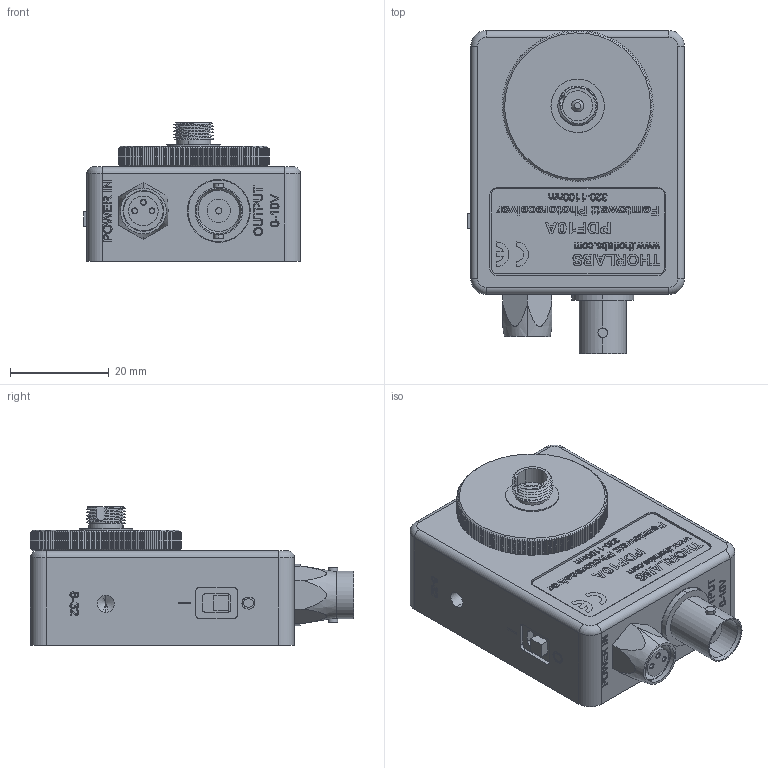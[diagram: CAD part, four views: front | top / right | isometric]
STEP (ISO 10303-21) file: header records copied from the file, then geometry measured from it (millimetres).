
FILE_DESCRIPTION (( 'STEP AP203' ), '1' );
FILE_NAME ('16068-E01.STEP', '2008-10-16T06:57:07', ( 'Mackowiak' ), ( 'Thorlabs GmbH' ), 'SwSTEP 2.0', 'SolidWorks 2008', '' );
FILE_SCHEMA (( 'CONFIG_CONTROL_DESIGN' ));
Length unit declared in the file: millimetre
Products named in the file (10): Schalter-01_Off; S2386-18K-Hamamatsu_Standard; M0092-0430-0A-Deckel; 16068-E01; M0092-0429-0C-(8-32)-Gehäuse_Etching; M0094-220-000-Leiterplatte; BNCBuchse-01; RKMF-01-3polig; S120-FC_Standard; PDF10A-Schild-01_Metric
Assembly tree (9 placements, depth 2):
  16068-E01
    PDF10A-Schild-01_Metric
    Schalter-01_Off
    M0094-220-000-Leiterplatte
    M0092-0430-0A-Deckel
    S120-FC_Standard
    M0092-0429-0C-(8-32)-Gehäuse_Etching
    RKMF-01-3polig
    BNCBuchse-01
    S2386-18K-Hamamatsu_Standard
Bounding box: 43.84 x 65.3 x 27.95 mm (x, y, z)
Volume: 21008.7 mm3; surface area: 26267.5 mm2
Topology: 8 solids, 13 shells, 2376 faces, 6481 edges, 4288 vertices
Faces by surface type: plane 1275, bspline 588, cylinder 440, cone 63, torus 10
Entity records: 109628 total; most frequent: CARTESIAN_POINT 53250, ORIENTED_EDGE 12872, DIRECTION 9036, EDGE_CURVE 6461, VERTEX_POINT 4288, VECTOR 3516, LINE 3516, AXIS2_PLACEMENT_3D 2760
